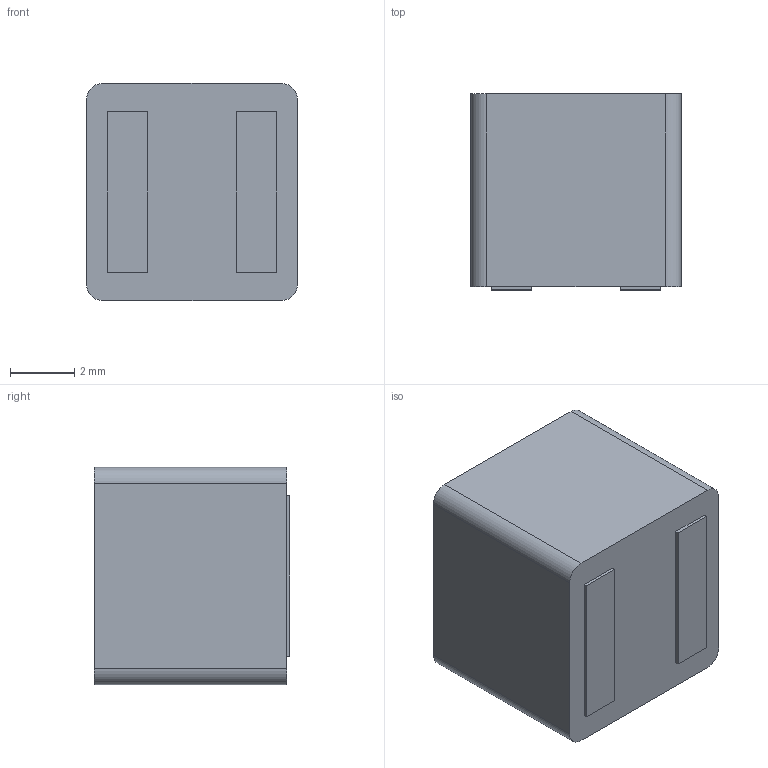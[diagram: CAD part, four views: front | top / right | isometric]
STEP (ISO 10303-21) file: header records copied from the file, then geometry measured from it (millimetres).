
FILE_DESCRIPTION (( 'STEP AP214' ), '1' );
FILE_NAME ('Coilcraft-XEL6060.STEP', '2020-05-23T14:11:24', ( '' ), ( '' ), 'SwSTEP 2.0', 'SolidWorks 2019', '' );
FILE_SCHEMA (( 'AUTOMOTIVE_DESIGN' ));
Length unit declared in the file: millimetre
Products named in the file (1): Coilcraft-XEL6060
Bounding box: 6.56 x 6.1 x 6.76 mm (x, y, z)
Volume: 266 mm3; surface area: 245.5 mm2
Topology: 1 solids, 1 shells, 70 faces, 168 edges, 107 vertices
Faces by surface type: plane 39, bspline 27, cylinder 4
Entity records: 2914 total; most frequent: CARTESIAN_POINT 1215, ORIENTED_EDGE 336, DIRECTION 210, EDGE_CURVE 168, VERTEX_POINT 107, LINE 106, VECTOR 106, EDGE_LOOP 77
